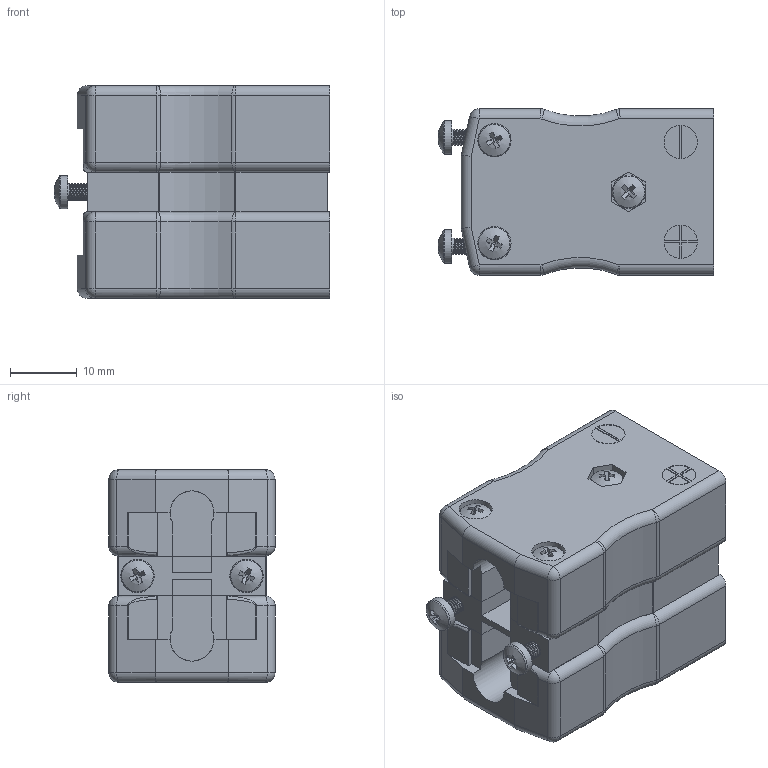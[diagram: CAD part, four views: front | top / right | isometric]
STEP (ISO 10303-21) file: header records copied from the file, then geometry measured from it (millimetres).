
FILE_DESCRIPTION (( 'STEP AP214' ), '1' );
FILE_NAME ('218-Yellow-Standard Duplex Inline Socket.STEP', '2025-12-11T07:55:22', ( '' ), ( '' ), 'SwSTEP 2.0', 'SolidWorks 2014', '' );
FILE_SCHEMA (( 'AUTOMOTIVE_DESIGN' ));
Length unit declared in the file: millimetre
Products named in the file (10): 143-Cylindrical Pos Connector; 138-M2-5x0.45; 142-Standard Center Duplex Socket Body_Yellow; 141-Standard Inline Socket Body_Black; 144-Cylindrical Neg Connector; 137-M2-5 Phillips head Screw_10mm thread; 137-M2-5 Phillips head Screw_6.2mm thread; 137-M2-5 Phillips head Screw_30mm thread; 218-Yellow-Standard Duplex Inline Socket; Mirror141-Standard Inline Socket Body_Black<As Machined>
Assembly tree (19 placements, depth 2):
  218-Yellow-Standard Duplex Inline Socket
    142-Standard Center Duplex Socket Body_Yellow
    141-Standard Inline Socket Body_Black
    137-M2-5 Phillips head Screw_6.2mm thread  x4
    138-M2-5x0.45
    137-M2-5 Phillips head Screw_30mm thread
    137-M2-5 Phillips head Screw_10mm thread  x2
    143-Cylindrical Pos Connector  x4
    144-Cylindrical Neg Connector  x4
    Mirror141-Standard Inline Socket Body_Black<As Machined>
Bounding box: 41.47 x 25 x 32.14 mm (x, y, z)
Volume: 26103.4 mm3; surface area: 13593.3 mm2
Topology: 19 solids, 19 shells, 655 faces, 1590 edges, 1001 vertices
Faces by surface type: cylinder 301, plane 268, bspline 41, cone 21, torus 12, sphere 12
Full cylindrical faces by diameter (mm): 2.5 x162, 2.7 x7, 4.9 x2, 5 x11, 5.6 x2
Entity records: 33025 total; most frequent: CARTESIAN_POINT 24701, DIRECTION 1600, ORIENTED_EDGE 1594, EDGE_CURVE 797, AXIS2_PLACEMENT_3D 578, VERTEX_POINT 515, LINE 444, VECTOR 444
